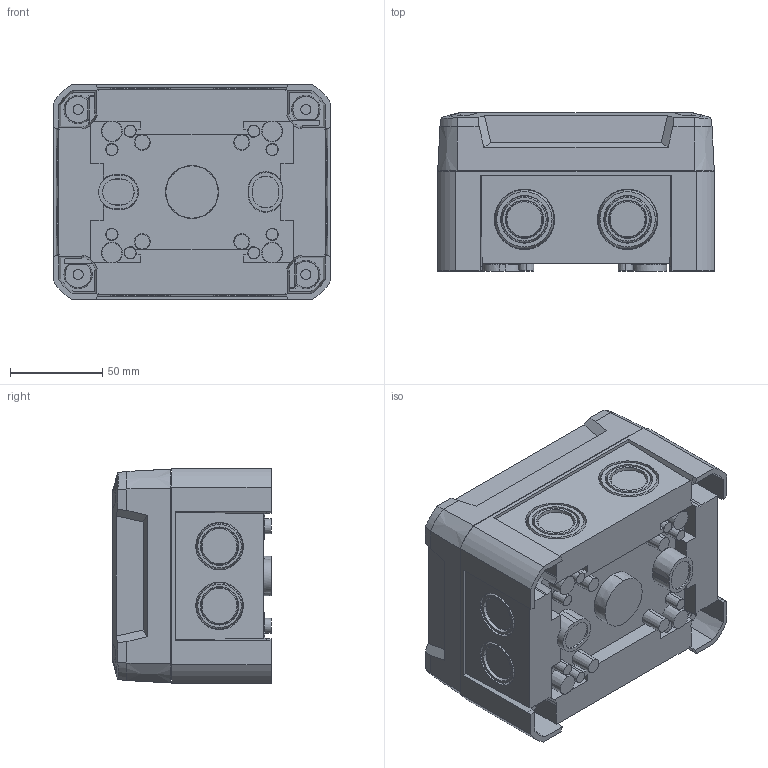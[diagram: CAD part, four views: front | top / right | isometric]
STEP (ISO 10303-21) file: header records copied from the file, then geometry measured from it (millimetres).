
FILE_DESCRIPTION (( 'STEP AP214' ), '1' );
FILE_NAME ('2005122.stp', '2019-10-28T10:40:38', ( '' ), ( '' ), 'SwSTEP 2.0', 'SolidWorks 2018', '' );
FILE_SCHEMA (( 'AUTOMOTIVE_DESIGN' ));
Length unit declared in the file: millimetre
Products named in the file (10): 2005122; 077060_X06BC 8AB™; 087700_Standard; P_0000009421_1_Standard; 050499_Standard; ED170-04-02_Standard; 116133_55; ED910-20_S-Serie; 113229_Standard; ED910-25_S-Serie
Assembly tree (15 placements, depth 3):
  2005122
    077060_X06BC 8AB™
    113229_Standard
      050499_Standard
      P_0000009421_1_Standard
    087700_Standard  x4
    ED170-04-02_Standard  x2
    ED910-25_S-Serie
    ED910-20_S-Serie  x2
    116133_55  x2
Bounding box: 150.6 x 85.91 x 116.6 mm (x, y, z)
Volume: 289317.2 mm3; surface area: 239995.9 mm2
Topology: 14 solids, 14 shells, 1647 faces, 4032 edges, 2467 vertices
Faces by surface type: plane 679, cone 440, cylinder 340, torus 132, bspline 56
Entity records: 46086 total; most frequent: CARTESIAN_POINT 11334, DIRECTION 7143, ORIENTED_EDGE 7124, EDGE_CURVE 3562, AXIS2_PLACEMENT_3D 2682, VERTEX_POINT 2185, LINE 1779, VECTOR 1779
